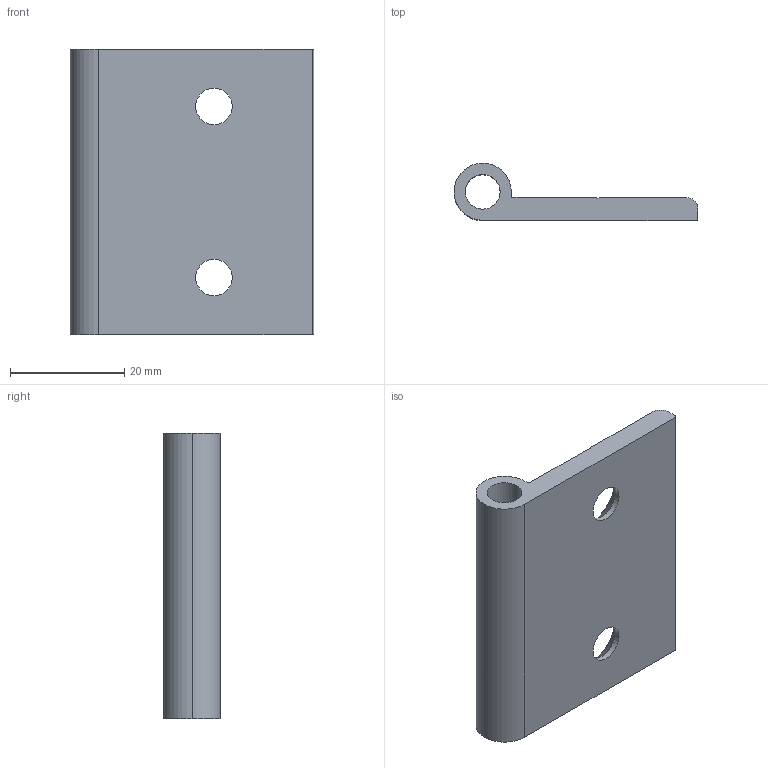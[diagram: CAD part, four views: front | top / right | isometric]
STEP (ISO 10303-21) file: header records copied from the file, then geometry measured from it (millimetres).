
FILE_DESCRIPTION(('FreeCAD Model'),'2;1');
FILE_NAME('Open CASCADE Shape Model','2024-04-03T11:03:11',(''),(''), 'Open CASCADE STEP processor 7.6','FreeCAD','Unknown');
FILE_SCHEMA(('AUTOMOTIVE_DESIGN { 1 0 10303 214 1 1 1 1 }'));
Length unit declared in the file: millimetre
Products named in the file (1): STI8-CHALD
Bounding box: 42.7 x 10 x 50 mm (x, y, z)
Volume: 8735.2 mm3; surface area: 6208.8 mm2
Topology: 1 solids, 1 shells, 28 faces, 80 edges, 52 vertices
Faces by surface type: plane 13, cylinder 11, cone 4
Entity records: 2209 total; most frequent: CARTESIAN_POINT 603, DIRECTION 297, ORIENTED_EDGE 160, LINE 160, VECTOR 160, PCURVE 160, DEFINITIONAL_REPRESENTATION 160, EDGE_CURVE 80
